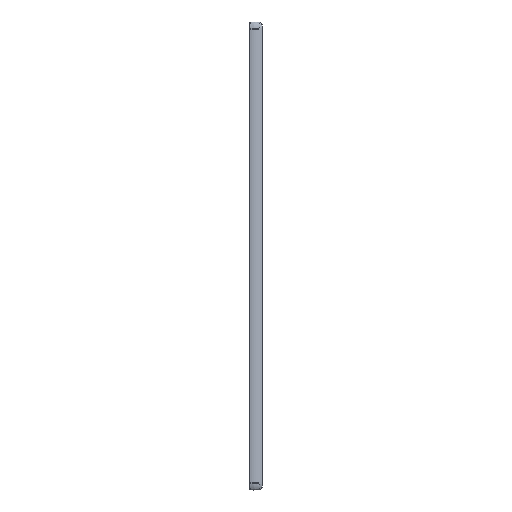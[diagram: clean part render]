
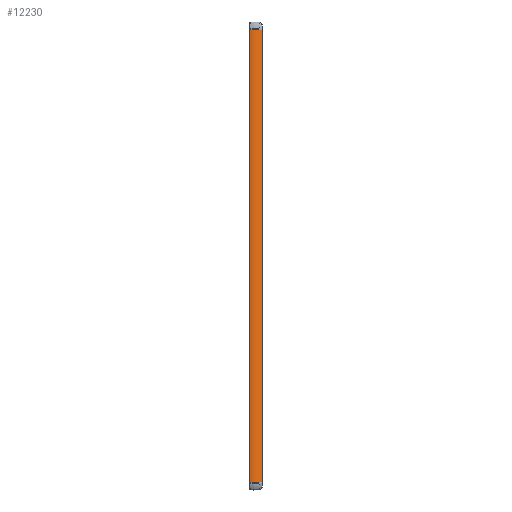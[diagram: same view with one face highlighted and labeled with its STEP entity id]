
A CAD part, front view. The second image highlights one B-rep face of the part: STEP entity #12230.
In plain terms, the highlighted cylindrical face has radius 38.4 mm (diameter 76.8 mm), a partial arc.
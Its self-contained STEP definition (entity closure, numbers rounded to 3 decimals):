
#990=CARTESIAN_POINT('',(9.457,-1.847,-1318.5));
#991=DIRECTION('',(0.,0.,1.));
#992=DIRECTION('',(-0.242,-0.97,0.));
#993=AXIS2_PLACEMENT_3D('',#990,#991,#992);
#4509=DIRECTION('',(0.,0.,-1.));
#4510=VECTOR('',#4509,1317.);
#4511=CARTESIAN_POINT('',(34.66,-30.819,-1.5));
#4512=LINE('',#4511,#4510);
#4513=DIRECTION('',(0.,0.,1.));
#4514=VECTOR('',#4513,1317.);
#4515=CARTESIAN_POINT('',(0.172,-39.107,-1318.5));
#4516=LINE('',#4515,#4514);
#4595=CARTESIAN_POINT('',(9.457,-1.847,-1.5));
#4596=DIRECTION('',(0.,0.,1.));
#4597=DIRECTION('',(-0.242,-0.97,0.));
#4598=AXIS2_PLACEMENT_3D('',#4595,#4596,#4597);
#5482=CARTESIAN_POINT('',(0.172,-39.107,-1318.5));
#5483=CARTESIAN_POINT('',(0.172,-39.107,-1.5));
#5484=VERTEX_POINT('',#5482);
#5485=VERTEX_POINT('',#5483);
#5487=CARTESIAN_POINT('',(34.66,-30.819,-1318.5));
#5489=VERTEX_POINT('',#5487);
#5490=CARTESIAN_POINT('',(34.66,-30.819,-1.5));
#5491=VERTEX_POINT('',#5490);
#12217=CARTESIAN_POINT('',(9.457,-1.847,-1318.5));
#12218=DIRECTION('',(0.,0.,1.));
#12219=DIRECTION('',(1.,0.001,0.));
#12220=AXIS2_PLACEMENT_3D('',#12217,#12218,#12219);
#12221=CYLINDRICAL_SURFACE('',#12220,38.4);
#12222=ORIENTED_EDGE('',*,*,#12202,.T.);
#12223=ORIENTED_EDGE('',*,*,#7157,.F.);
#12225=ORIENTED_EDGE('',*,*,#12224,.T.);
#12227=ORIENTED_EDGE('',*,*,#12226,.T.);
#12228=EDGE_LOOP('',(#12222,#12223,#12225,#12227));
#12229=FACE_OUTER_BOUND('',#12228,.F.);
#12230=ADVANCED_FACE('',(#12229),#12221,.T.);
#994=CIRCLE('',#993,38.4);
#4599=CIRCLE('',#4598,38.4);
#7157=EDGE_CURVE('',#5484,#5489,#994,.T.);
#12202=EDGE_CURVE('',#5491,#5489,#4512,.T.);
#12224=EDGE_CURVE('',#5484,#5485,#4516,.T.);
#12226=EDGE_CURVE('',#5485,#5491,#4599,.T.);
